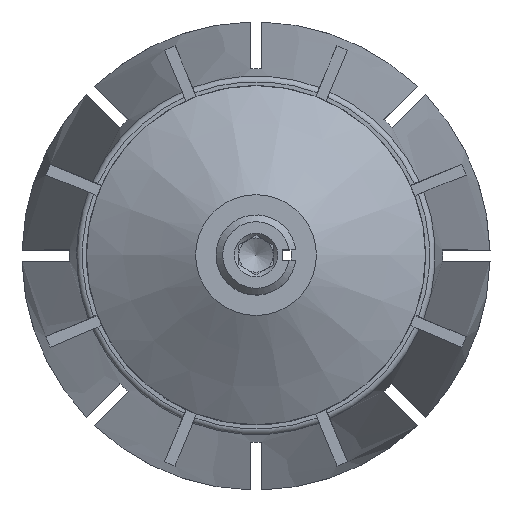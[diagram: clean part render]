
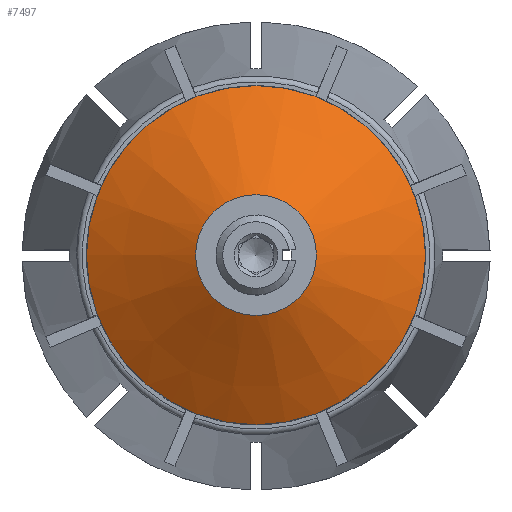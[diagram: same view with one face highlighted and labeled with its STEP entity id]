
A CAD part, top view. The second image highlights one B-rep face of the part: STEP entity #7497.
In plain terms, the highlighted conical face has half-angle 60 degrees and reference radius 5.274 mm.
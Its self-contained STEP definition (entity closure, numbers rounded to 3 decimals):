
#92=CONICAL_SURFACE('',#7884,5.274,1.047);
#1583=ORIENTED_EDGE('',*,*,#3027,.F.);
#1584=ORIENTED_EDGE('',*,*,#3206,.T.);
#3027=EDGE_CURVE('',#3877,#3877,#4431,.T.);
#3206=EDGE_CURVE('',#4007,#4007,#4498,.T.);
#3877=VERTEX_POINT('',#10043);
#4007=VERTEX_POINT('',#10452);
#4431=CIRCLE('',#7766,5.274);
#4498=CIRCLE('',#7885,14.8);
#4797=EDGE_LOOP('',(#1583));
#4798=EDGE_LOOP('',(#1584));
#5105=FACE_BOUND('',#4797,.T.);
#5106=FACE_BOUND('',#4798,.T.);
#7497=ADVANCED_FACE('',(#5105,#5106),#92,.T.);
#7766=AXIS2_PLACEMENT_3D('',#10042,#8447,#8448);
#7884=AXIS2_PLACEMENT_3D('',#10450,#8779,#8780);
#7885=AXIS2_PLACEMENT_3D('',#10451,#8781,#8782);
#8447=DIRECTION('',(0.,0.,1.));
#8448=DIRECTION('',(1.,0.,0.));
#8779=DIRECTION('',(0.,0.,-1.));
#8780=DIRECTION('',(-1.,0.,0.));
#8781=DIRECTION('',(0.,0.,1.));
#8782=DIRECTION('',(1.,0.,0.));
#10042=CARTESIAN_POINT('',(0.,0.,57.7));
#10043=CARTESIAN_POINT('',(5.274,0.,57.7));
#10450=CARTESIAN_POINT('',(0.,0.,57.7));
#10451=CARTESIAN_POINT('',(0.,0.,52.2));
#10452=CARTESIAN_POINT('',(14.8,0.,52.2));
